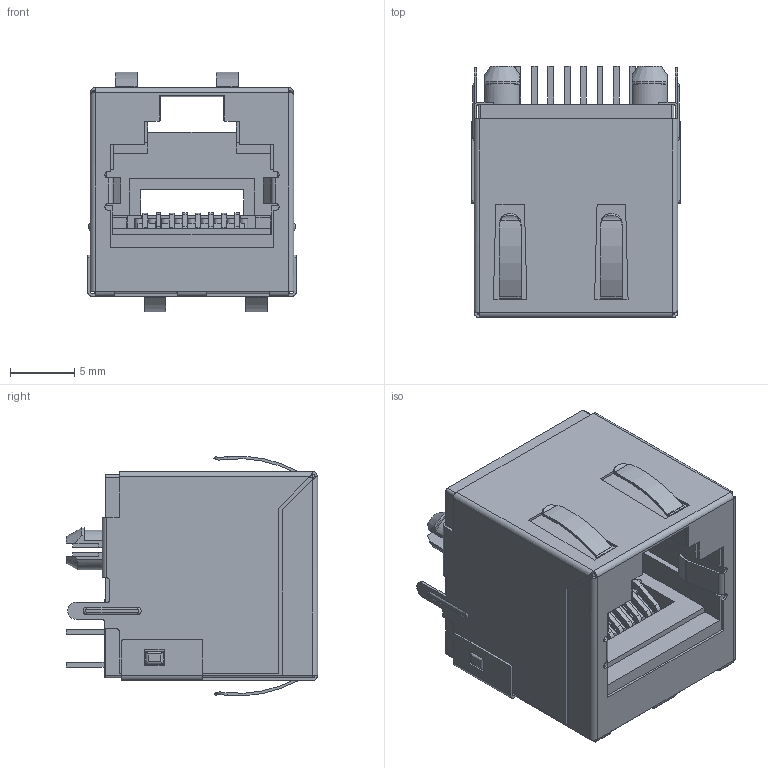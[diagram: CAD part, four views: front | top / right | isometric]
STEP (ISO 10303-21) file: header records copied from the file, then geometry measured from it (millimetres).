
FILE_DESCRIPTION(/* description */ ('Unknown'),/* implementation_level */ '2;1');
FILE_NAME(/* name */ '615008160521',/* time_stamp */ '2019-10-08T13:46:30+02:00',/* author */ ('Unknown'),/* organization */ ('Unknown'),/* preprocessor_version */ 'ST-DEVELOPER v16.7',/* originating_system */ 'DEX',/* authorisation */ $);
FILE_SCHEMA (('AUTOMOTIVE_DESIGN {1 0 10303 214 3 1 1}'));
Length unit declared in the file: millimetre
Products named in the file (15): 615008160521; 615008160521_Housing; 615008160521_Shielding; 615008160521_Insert_Bottom; 615008160521_Pin1_Bottom; 615008160521_Pin2_Bottom; 615008160521_Pin3_Bottom; 615008160521_Pin4_Bottom; 615008160521_Insert_Top; 615008160521_Pin1_Top.asm; 615008160521_Pin2_Top; 615008160521_Pin3_Top; 615008160521_Pin4_Top
Assembly tree (14 placements, depth 3):
  615008160521
    615008160521_Housing
    615008160521_Shielding
    615008160521_Insert_Bottom
      615008160521_Insert_Bottom
      615008160521_Pin1_Bottom
      615008160521_Pin2_Bottom
      615008160521_Pin3_Bottom
      615008160521_Pin4_Bottom
    615008160521_Insert_Top
      615008160521_Insert_Top
      615008160521_Pin1_Top.asm
      615008160521_Pin2_Top
      615008160521_Pin3_Top
      615008160521_Pin4_Top
Bounding box: 16.24 x 19.5 x 18.6 mm (x, y, z)
Volume: 1904.6 mm3; surface area: 6400.3 mm2
Topology: 12 solids, 12 shells, 1138 faces, 3135 edges, 2020 vertices
Faces by surface type: plane 829, cylinder 261, bspline 26, torus 14, cone 4, sphere 4
Full cylindrical faces by diameter (mm): 0.62 x9, 1.3 x2
Entity records: 39213 total; most frequent: CARTESIAN_POINT 7167, ORIENTED_EDGE 6222, DIRECTION 5742, EDGE_CURVE 3111, LINE 2462, VECTOR 2462, VERTEX_POINT 2011, AXIS2_PLACEMENT_3D 1640
